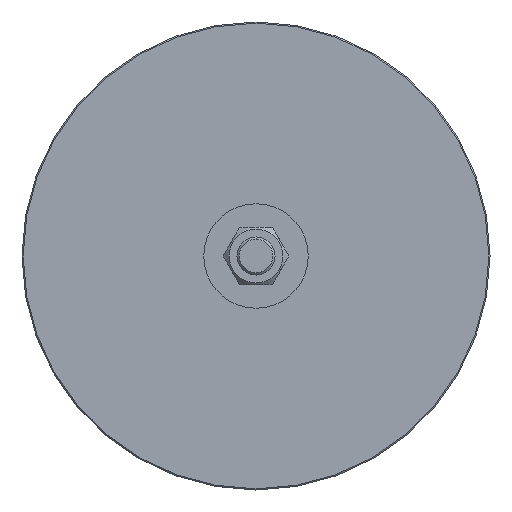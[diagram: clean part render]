
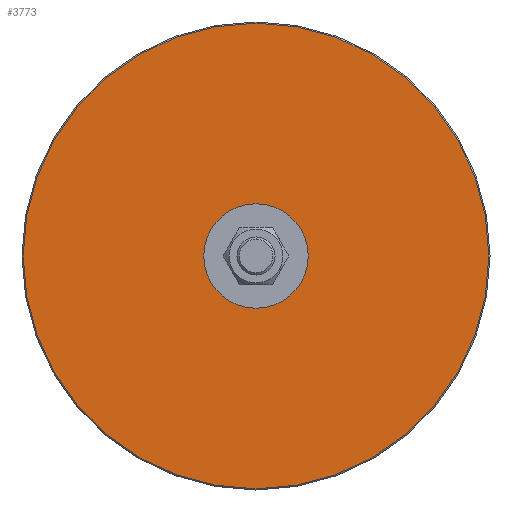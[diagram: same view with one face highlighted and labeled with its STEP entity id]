
A CAD part, left-side view. The second image highlights one B-rep face of the part: STEP entity #3773.
In plain terms, the highlighted planar face has unit normal (-1, 0, 0).
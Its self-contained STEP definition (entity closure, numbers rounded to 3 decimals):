
#86 = DIRECTION ( 'NONE',  ( 0., 0., -1. ) ) ;
#121 = FACE_BOUND ( 'NONE', #1755, .T. ) ;
#480 = CIRCLE ( 'NONE', #4540, 22. ) ;
#575 = VERTEX_POINT ( 'NONE', #958 ) ;
#581 = DIRECTION ( 'NONE',  ( -1., 0., 0. ) ) ;
#671 = FACE_OUTER_BOUND ( 'NONE', #1273, .T. ) ;
#748 = EDGE_CURVE ( 'NONE', #1795, #575, #1354, .T. ) ;
#789 = CARTESIAN_POINT ( 'NONE',  ( -16.5, 0., 22. ) ) ;
#921 = DIRECTION ( 'NONE',  ( 0., 0., 1. ) ) ;
#958 = CARTESIAN_POINT ( 'NONE',  ( -16.5, 0., -98. ) ) ;
#1001 = DIRECTION ( 'NONE',  ( -1., 0., 0. ) ) ;
#1273 = EDGE_LOOP ( 'NONE', ( #1887, #2600 ) ) ;
#1354 = CIRCLE ( 'NONE', #3075, 98. ) ;
#1447 = AXIS2_PLACEMENT_3D ( 'NONE', #4044, #2850, #86 ) ;
#1515 = VERTEX_POINT ( 'NONE', #789 ) ;
#1546 = AXIS2_PLACEMENT_3D ( 'NONE', #3210, #2816, #921 ) ;
#1755 = EDGE_LOOP ( 'NONE', ( #2809, #3545 ) ) ;
#1795 = VERTEX_POINT ( 'NONE', #4519 ) ;
#1887 = ORIENTED_EDGE ( 'NONE', *, *, #2134, .T. ) ;
#1991 = DIRECTION ( 'NONE',  ( 1., 0., 0. ) ) ;
#2105 = DIRECTION ( 'NONE',  ( 0., 0., 1. ) ) ;
#2134 = EDGE_CURVE ( 'NONE', #575, #1795, #3622, .T. ) ;
#2403 = EDGE_CURVE ( 'NONE', #1515, #4589, #480, .T. ) ;
#2600 = ORIENTED_EDGE ( 'NONE', *, *, #748, .T. ) ;
#2777 = EDGE_CURVE ( 'NONE', #4589, #1515, #2948, .T. ) ;
#2809 = ORIENTED_EDGE ( 'NONE', *, *, #2403, .F. ) ;
#2816 = DIRECTION ( 'NONE',  ( -1., 0., 0. ) ) ;
#2850 = DIRECTION ( 'NONE',  ( -1., 0., 0. ) ) ;
#2948 = CIRCLE ( 'NONE', #1546, 22. ) ;
#3075 = AXIS2_PLACEMENT_3D ( 'NONE', #4136, #581, #4926 ) ;
#3134 = DIRECTION ( 'NONE',  ( 0., 0., -1. ) ) ;
#3210 = CARTESIAN_POINT ( 'NONE',  ( -16.5, 0., 0. ) ) ;
#3526 = CARTESIAN_POINT ( 'NONE',  ( -16.5, 22., 0. ) ) ;
#3545 = ORIENTED_EDGE ( 'NONE', *, *, #2777, .F. ) ;
#3622 = CIRCLE ( 'NONE', #1447, 98. ) ;
#3684 = CARTESIAN_POINT ( 'NONE',  ( -16.5, 0., 0. ) ) ;
#3773 = ADVANCED_FACE ( 'NONE', ( #671, #121 ), #4232, .F. ) ;
#3962 = CARTESIAN_POINT ( 'NONE',  ( -16.5, 0., -22. ) ) ;
#4044 = CARTESIAN_POINT ( 'NONE',  ( -16.5, 0., 0. ) ) ;
#4136 = CARTESIAN_POINT ( 'NONE',  ( -16.5, 0., 0. ) ) ;
#4232 = PLANE ( 'NONE',  #4873 ) ;
#4519 = CARTESIAN_POINT ( 'NONE',  ( -16.5, 0., 98. ) ) ;
#4540 = AXIS2_PLACEMENT_3D ( 'NONE', #3684, #1001, #2105 ) ;
#4589 = VERTEX_POINT ( 'NONE', #3962 ) ;
#4873 = AXIS2_PLACEMENT_3D ( 'NONE', #3526, #1991, #3134 ) ;
#4926 = DIRECTION ( 'NONE',  ( 0., 0., -1. ) ) ;
